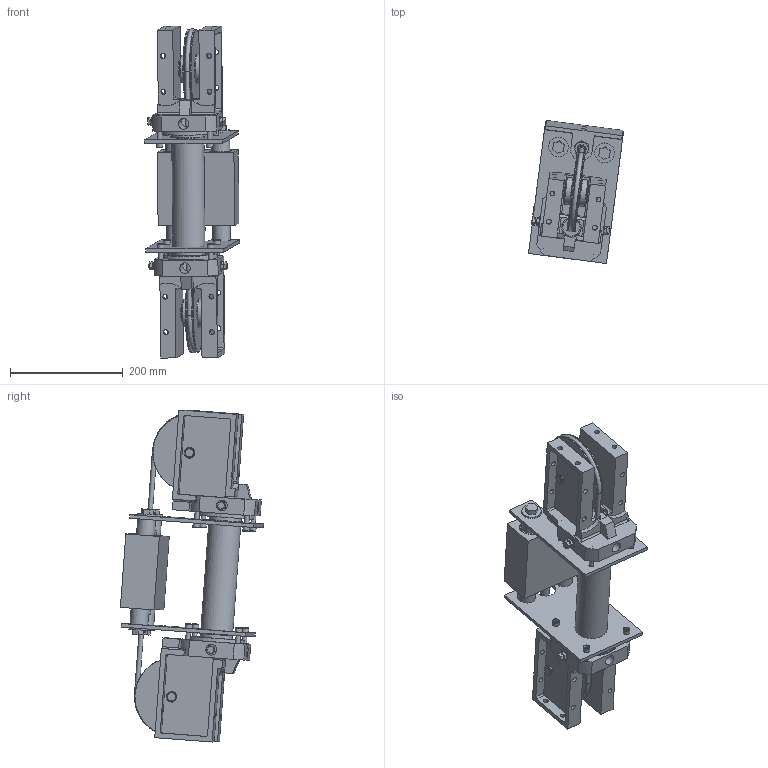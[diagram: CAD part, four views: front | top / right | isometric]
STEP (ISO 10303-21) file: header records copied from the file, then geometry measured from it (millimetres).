
FILE_DESCRIPTION((''),'2;1');
FILE_NAME('gcc1206 zero stroke.stp','2011-10-15T10:52:54',('WCB'),(''),'Autodesk Inventor 2012','Autodesk Inventor 2012','');
FILE_SCHEMA(('AUTOMOTIVE_DESIGN { 1 0 10303 214 1 1 1 1 }'));
Length unit declared in the file: inch
Products named in the file (39): gcc1206 zero stroke; gcc1301 zero stroke cable assy; .312 dia. cable zero stk. 1301gcc; 1301-1000 terminal, clevis 3, 4, 2hp; 1301-1001 terminal, piston 3, 4, 2hp; 1206, 1301, 1401 std. head - sheave assy lh; 1304-4000 head std. 3, 4, 2hp; 1150-1065 THD. SEAL; 1150-4-1033 2,2.5,3,4 cushion screw; HHCS .312-18 x ; 1890-4-1004 gland, cable seal 3, 4, 2hp; ring, retaining internal ho-137; 1150-1031 EXTERNAL RING N5100-62; 1200-4-1019 sheave pin; 1150-4-1063 .642 x 1.125 x ; 1300-9005 sheave - bearing assy 3, 4, 2hp; 1304-4002 sheave 3, 4, 2hp; 99502H BEARING; 99502H BEARING SHELL; 99502H BEARING SEAL; Hex Jam Nut - 5/16 - 18; Hexagon Socket Head Cap Screw - 5/16 - 18 - 1 1/4; gcc1206 piston assy; 1200-4-1036 1206 piston; 1200-1046 .625-18 ready rod 3 inches; Hex Jam Nut - 5/8 - 18; GCC1206 tube, rods, clamp plates, clevis block assy; GCC1206 TUBE STK. PLUS 9; 1200-1030 tube ring rs225; 1200-4-1067 gcc1206 clamp plate; 1300-1036 rod, 1.25 dia. h-chrome stk. plus 7; 1300-1051 .562 x 1.375 x .109 flat washer; 1300-1041 hhcs .50-13 x ; GCC130, 140 120HP CLEVIS BLOCK - BRG. ASSY; 1204-4011 gcc130, 140, 120hp clevis block; 1300-1035 bearing ms-2024-16; 1206, 1301, 1401 std. head - sheave assy rh; Hex Jam Nut - Inch 5/8 - 18
Assembly tree (85 placements, depth 5):
  gcc1206 zero stroke
    gcc1301 zero stroke cable assy  x2
      .312 dia. cable zero stk. 1301gcc
      1301-1000 terminal, clevis 3, 4, 2hp
      1301-1001 terminal, piston 3, 4, 2hp
    1206, 1301, 1401 std. head - sheave assy lh
      1304-4000 head std. 3, 4, 2hp
      1150-1065 THD. SEAL  x2
      1150-4-1033 2,2.5,3,4 cushion screw
      HHCS .312-18 x 
      1890-4-1004 gland, cable seal 3, 4, 2hp
      ring, retaining internal ho-137
      1150-1031 EXTERNAL RING N5100-62  x2
      1200-4-1019 sheave pin
      1150-4-1063 .642 x 1.125 x   x4
      1300-9005 sheave - bearing assy 3, 4, 2hp
        1304-4002 sheave 3, 4, 2hp
        99502H BEARING  x2
          99502H BEARING SHELL
          99502H BEARING SEAL
      Hex Jam Nut - 5/16 - 18  x2
    Hexagon Socket Head Cap Screw - 5/16 - 18 - 1 1/4  x8
    gcc1206 piston assy
      1200-4-1036 1206 piston  x2
      1200-1046 .625-18 ready rod 3 inches
      Hex Jam Nut - 5/8 - 18  x2
    GCC1206 tube, rods, clamp plates, clevis block assy
      GCC1206 TUBE STK. PLUS 9
      1200-1030 tube ring rs225  x2
      1200-4-1067 gcc1206 clamp plate  x2
      1300-1036 rod, 1.25 dia. h-chrome stk. plus 7  x2
      1300-1051 .562 x 1.375 x .109 flat washer  x4
      1300-1041 hhcs .50-13 x   x4
      GCC130, 140 120HP CLEVIS BLOCK - BRG. ASSY
        1204-4011 gcc130, 140, 120hp clevis block
        1300-1035 bearing ms-2024-16  x4
    1206, 1301, 1401 std. head - sheave assy rh
      1304-4000 head std. 3, 4, 2hp
      1150-1065 THD. SEAL  x2
      1150-4-1033 2,2.5,3,4 cushion screw
      HHCS .312-18 x 
      1890-4-1004 gland, cable seal 3, 4, 2hp
      ring, retaining internal ho-137
      1150-1031 EXTERNAL RING N5100-62  x2
      1200-4-1019 sheave pin
      1150-4-1063 .642 x 1.125 x   x4
      1300-9005 sheave - bearing assy 3, 4, 2hp
        1304-4002 sheave 3, 4, 2hp
        99502H BEARING  x2
          99502H BEARING SHELL
          99502H BEARING SEAL
      Hex Jam Nut - 5/16 - 18  x2
    Hex Jam Nut - Inch 5/8 - 18  x2
Bounding box: 168.98 x 254.61 x 590.24 mm (x, y, z)
Volume: 4140281.2 mm3; surface area: 1009228 mm2
Topology: 91 solids, 91 shells, 1197 faces, 2543 edges, 1637 vertices
Faces by surface type: plane 558, cylinder 407, cone 120, torus 112
Full cylindrical faces by diameter (mm): 2.388 x12, 5.842 x2, 6.41 x4, 6.731 x12, 7.925 x26, 7.938 x2, 8.331 x4, 8.636 x10, 8.738 x24, 10.312 x4, 11.1 x2, 11.633 x4, 11.913 x8, 12.7 x4, 14.275 x4, 14.347 x2, 14.351 x2, 14.707 x6, 14.986 x4, 15.799 x2, 15.85 x6, 15.875 x13, 16.307 x8, 18.644 x2, 18.923 x12, 19.05 x8, 20.65 x2, 22.25 x2, 23.647 x2, 25.4 x4
Entity records: 14233 total; most frequent: CARTESIAN_POINT 2578, DIRECTION 2408, ORIENTED_EDGE 1634, AXIS2_PLACEMENT_3D 1059, EDGE_LOOP 870, EDGE_CURVE 817, VERTEX_POINT 647, FACE_OUTER_BOUND 501
